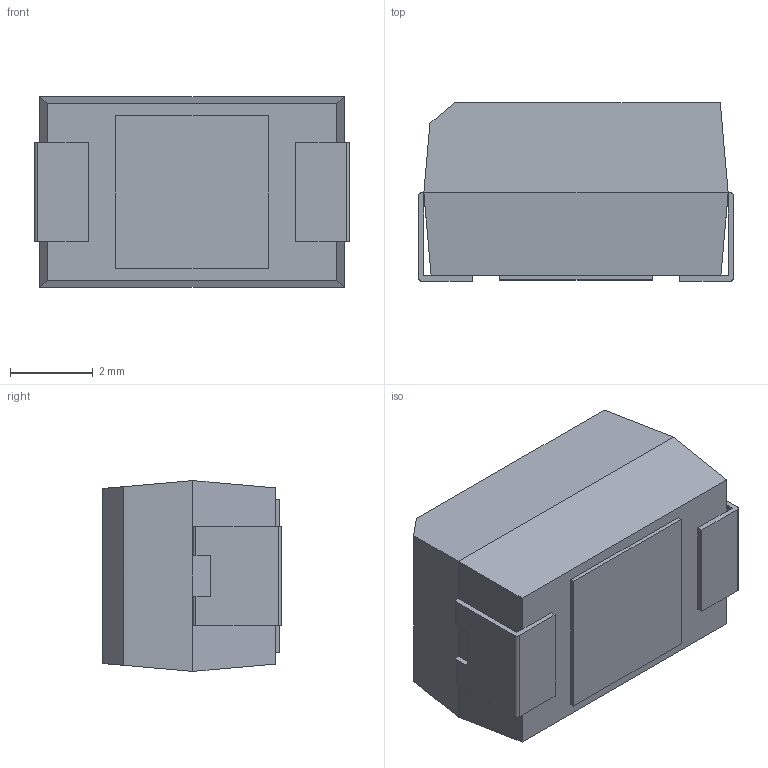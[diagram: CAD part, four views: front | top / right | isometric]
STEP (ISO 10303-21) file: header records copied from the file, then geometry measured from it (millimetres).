
FILE_DESCRIPTION (( 'STEP AP214' ), '1' );
FILE_NAME ('CTS_7343_L7.60W4.60H4.30S1.3F2.4R1P1.7B0.5.STEP', '2018-05-08T14:53:33', ( '' ), ( '' ), 'SwSTEP 2.0', 'SolidWorks 2014', '' );
FILE_SCHEMA (( 'AUTOMOTIVE_DESIGN' ));
Length unit declared in the file: millimetre
Products named in the file (5): Case_Anode_30; Case_Top_30; Case_Cathode_30; Case_Bottom_30; CTS_7343_L7.60W4.60H4.30S1.3F2.4R1P1.7B0.5
Assembly tree (4 placements, depth 2):
  CTS_7343_L7.60W4.60H4.30S1.3F2.4R1P1.7B0.5
    Case_Bottom_30
    Case_Top_30
    Case_Cathode_30
    Case_Anode_30
Bounding box: 7.6 x 4.3 x 4.6 mm (x, y, z)
Volume: 134.7 mm3; surface area: 259.3 mm2
Topology: 7 solids, 7 shells, 100 faces, 255 edges, 170 vertices
Faces by surface type: plane 95, cylinder 5
Entity records: 3821 total; most frequent: CARTESIAN_POINT 532, ORIENTED_EDGE 510, DIRECTION 479, EDGE_CURVE 255, VECTOR 245, LINE 245, VERTEX_POINT 170, AXIS2_PLACEMENT_3D 117
